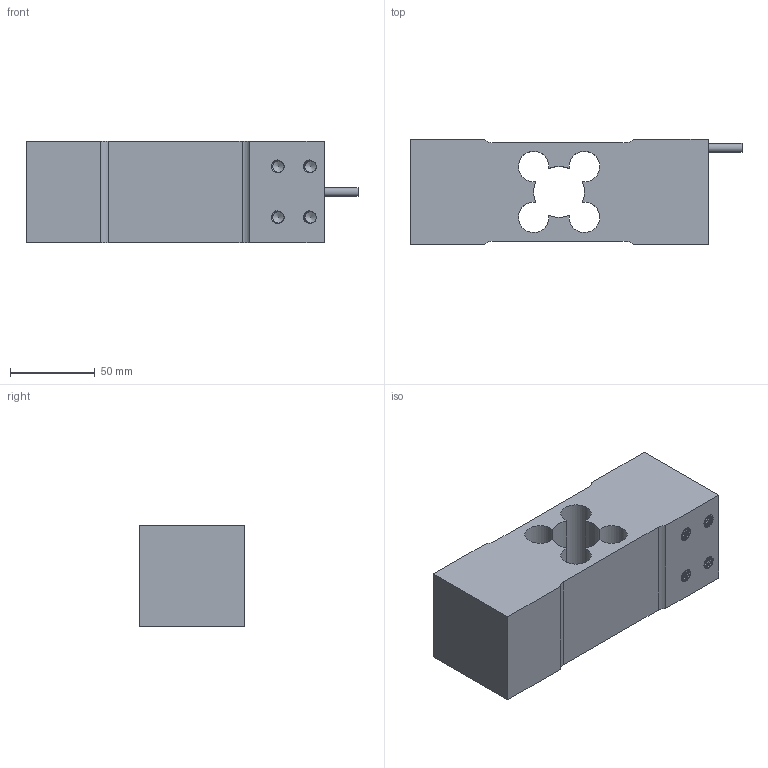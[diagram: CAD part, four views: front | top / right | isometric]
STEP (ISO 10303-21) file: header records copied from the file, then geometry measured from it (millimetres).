
FILE_DESCRIPTION(/* description */ (''),/* implementation_level */ '2;1');
FILE_NAME(/* name */ '108CA-(10-1000)kg v4.step',/* time_stamp */ '2020-01-27T15:22:40-08:00',/* author */ (''),/* organization */ (''),/* preprocessor_version */ 'ST-DEVELOPER v18',/* originating_system */ 'Autodesk Translation Framework v8.12.0.6',/* authorisation */ '');
FILE_SCHEMA (('AUTOMOTIVE_DESIGN { 1 0 10303 214 3 1 1 }'));
Length unit declared in the file: millimetre
Products named in the file (1): 108CA-(10-1000)kg
Bounding box: 196 x 62 x 60 mm (x, y, z)
Volume: 530746.4 mm3; surface area: 67583.1 mm2
Topology: 1 solids, 1 shells, 384 faces, 1015 edges, 634 vertices
Faces by surface type: cylinder 341, plane 19, bspline 16, cone 8
Full cylindrical faces by diameter (mm): 5.3 x1, 6.779 x152, 8.17 x144
Entity records: 28198 total; most frequent: CARTESIAN_POINT 19898, ORIENTED_EDGE 2014, DIRECTION 1243, EDGE_CURVE 1007, VERTEX_POINT 634, B_SPLINE_CURVE_WITH_KNOTS 576, AXIS2_PLACEMENT_3D 443, EDGE_LOOP 395
